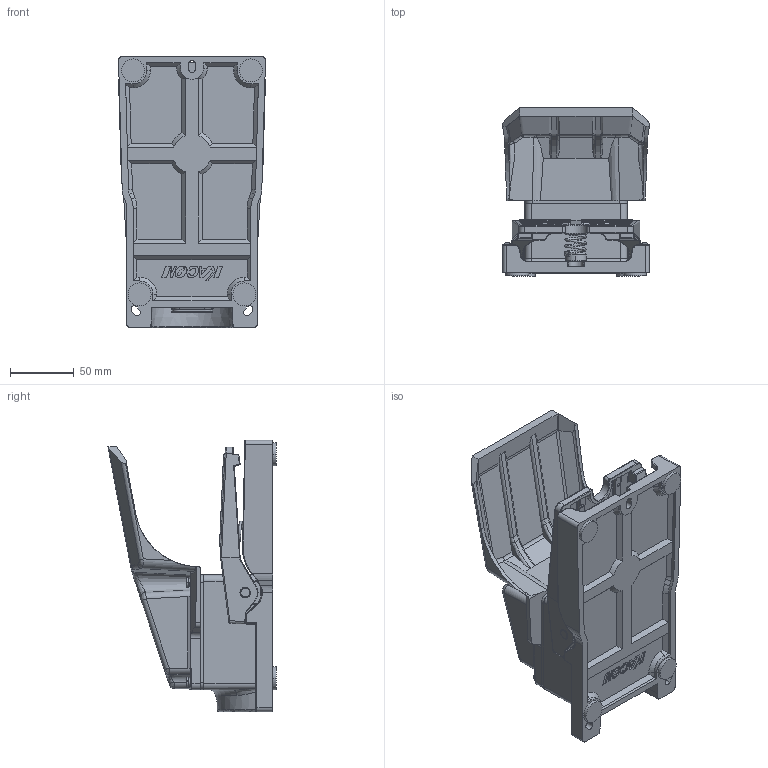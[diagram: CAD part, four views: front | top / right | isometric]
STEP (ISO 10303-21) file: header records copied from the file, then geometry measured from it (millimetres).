
FILE_DESCRIPTION (( 'STEP AP214' ), '1' );
FILE_NAME ('105206010 HRF-HD3N 褐怳羲壽.STEP', '2023-06-09T02:56:34', ( 'Microsoft' ), ( 'Microsoft' ), 'SwSTEP 2.0', 'SolidWorks 2015', '' );
FILE_SCHEMA (( 'AUTOMOTIVE_DESIGN' ));
Length unit declared in the file: millimetre
Products named in the file (25): 3009001076 HRF-HD3N 粟銅; 3004002019 HRF-HD3N 砎蝶躇猾菜; 3002019014 HRF-HD3N 橈埽菜え; 3011001034 M4X45十一字槽平头带弹垫组合螺钉; 3001009023 HRF-HD3 橈埽路啣; 3012001006 Z15G10B 峚雄羲壽; 3002016026 HRF-HD3N 峚雄羲壽盓殤; 3011001123 M4X10 十一字槽盘头带弹垫组合螺钉; 3002023004 HRF-HD3N 換雄啣; 3004003046 HRF-HD3N O型橡胶圈8xΦ1.9; 3005002035 HRF-HD3N 換雄粣; 3011001269 ﾊｮﾒｻﾗﾖｲﾛﾅﾌﾍｷﾂﾝｶ､M4x5; 3011007005 3x16粟俶羲諳种; 3011010016 M4垫圈; 3011001135 囀鞠褒蹟佪 M4x8; 3011001119 M3X7十一字槽盘头带弹垫组合螺钉; 錨璃1; 3002010016 HRF-HD3N 揤盄標; 3011002010 楊擘攫倰蹟譫M4; 3003004012 HRF-HD3N 菁釱; 3011001124 M4x20十一字槽平头带弹垫平垫组合螺钉; 3003005006 HRF-HD3N 奻裔; 105206010 HRF-HD3N 褐怳羲壽; 3004007005 HRF-HD3N 砎蝶褐隊; 3003007001 HRF-HD3N 怳啣_炡4mm
Assembly tree (39 placements, depth 2):
  105206010 HRF-HD3N 褐怳羲壽
    3003004012 HRF-HD3N 菁釱
    3002010016 HRF-HD3N 揤盄標
    3011001119 M3X7十一字槽盘头带弹垫组合螺钉  x2
    3011010016 M4垫圈
    3011001269 ﾊｮﾒｻﾗﾖｲﾛﾅﾌﾍｷﾂﾝｶ､M4x5
    3005002035 HRF-HD3N 換雄粣
    3004003046 HRF-HD3N O型橡胶圈8xΦ1.9  x4
    3002023004 HRF-HD3N 換雄啣
    3011001123 M4X10 十一字槽盘头带弹垫组合螺钉  x4
    3002016026 HRF-HD3N 峚雄羲壽盓殤
    3012001006 Z15G10B 峚雄羲壽
    3001009023 HRF-HD3 橈埽路啣
    3011001034 M4X45十一字槽平头带弹垫组合螺钉  x2
    3002019014 HRF-HD3N 橈埽菜え
    3004002019 HRF-HD3N 砎蝶躇猾菜
    3009001076 HRF-HD3N 粟銅
    3003007001 HRF-HD3N 怳啣_炡4mm
    3004007005 HRF-HD3N 砎蝶褐隊  x4
    3003005006 HRF-HD3N 奻裔
    3011001124 M4x20十一字槽平头带弹垫平垫组合螺钉  x4
    3011002010 楊擘攫倰蹟譫M4  x2
    錨璃1
    3011001135 囀鞠褒蹟佪 M4x8
    3011007005 3x16粟俶羲諳种
Bounding box: 114.83 x 131.48 x 212 mm (x, y, z)
Volume: 424108.5 mm3; surface area: 244680.6 mm2
Topology: 60 solids, 70 shells, 3123 faces, 7543 edges, 4481 vertices
Faces by surface type: plane 1062, cylinder 912, bspline 531, torus 386, sphere 118, cone 114
Entity records: 99130 total; most frequent: CARTESIAN_POINT 34531, ORIENTED_EDGE 12610, DIRECTION 12269, EDGE_CURVE 6325, AXIS2_PLACEMENT_3D 4702, VERTEX_POINT 3872, VECTOR 2865, LINE 2865
